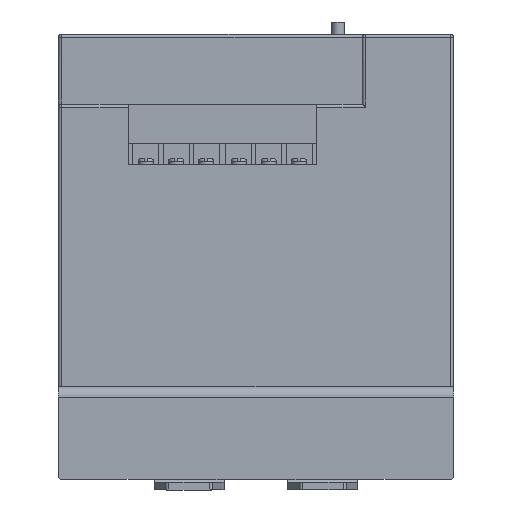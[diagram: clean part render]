
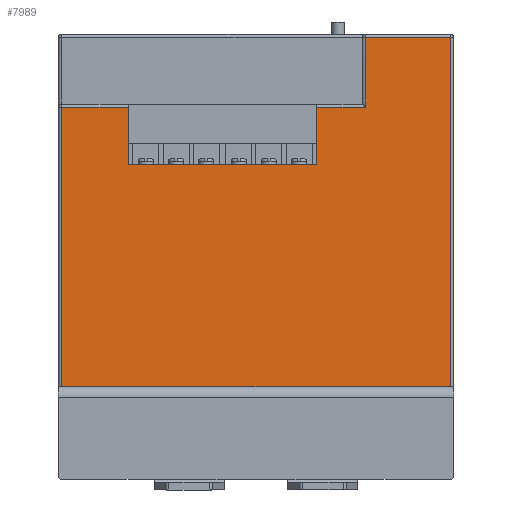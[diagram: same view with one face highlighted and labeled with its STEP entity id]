
A CAD part, front view. The second image highlights one B-rep face of the part: STEP entity #7989.
In plain terms, the highlighted planar face has unit normal (0, -1, 0).
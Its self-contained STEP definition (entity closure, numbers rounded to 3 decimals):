
#23 = CARTESIAN_POINT ( 'NONE',  ( 23., -87.5, 34. ) ) ;
#126 = DIRECTION ( 'NONE',  ( 0., 0., 1. ) ) ;
#234 = CARTESIAN_POINT ( 'NONE',  ( 84.923, -87.5, 23. ) ) ;
#396 = FACE_OUTER_BOUND ( 'NONE', #9198, .T. ) ;
#413 = EDGE_CURVE ( 'NONE', #13241, #8186, #481, .T. ) ;
#481 = LINE ( 'NONE', #12711, #5526 ) ;
#647 = CARTESIAN_POINT ( 'NONE',  ( 101., -87.5, 34. ) ) ;
#844 = EDGE_CURVE ( 'NONE', #13241, #12771, #6581, .T. ) ;
#1124 = EDGE_CURVE ( 'NONE', #8186, #3221, #2197, .T. ) ;
#1269 = CARTESIAN_POINT ( 'NONE',  ( 130., -87.5, 58. ) ) ;
#1331 = DIRECTION ( 'NONE',  ( -1., 0., 0. ) ) ;
#1371 = LINE ( 'NONE', #5605, #7663 ) ;
#1984 = VERTEX_POINT ( 'NONE', #5843 ) ;
#2057 = LINE ( 'NONE', #4067, #9527 ) ;
#2063 = LINE ( 'NONE', #10202, #8843 ) ;
#2132 = EDGE_CURVE ( 'NONE', #5361, #1984, #2063, .T. ) ;
#2197 = LINE ( 'NONE', #7249, #3864 ) ;
#2261 = CARTESIAN_POINT ( 'NONE',  ( 130., -87.5, 34. ) ) ;
#2337 = PLANE ( 'NONE',  #9113 ) ;
#2503 = DIRECTION ( 'NONE',  ( 0., 0., -1. ) ) ;
#2536 = ORIENTED_EDGE ( 'NONE', *, *, #2132, .T. ) ;
#2643 = CARTESIAN_POINT ( 'NONE',  ( 101., -87.5, 58. ) ) ;
#2788 = VERTEX_POINT ( 'NONE', #10852 ) ;
#3077 = VECTOR ( 'NONE', #126, 1000. ) ;
#3148 = CARTESIAN_POINT ( 'NONE',  ( 85., -87.5, 23. ) ) ;
#3221 = VERTEX_POINT ( 'NONE', #5022 ) ;
#3283 = EDGE_CURVE ( 'NONE', #8649, #11599, #5980, .T. ) ;
#3407 = EDGE_CURVE ( 'NONE', #10887, #12822, #4399, .T. ) ;
#3645 = LINE ( 'NONE', #2643, #4056 ) ;
#3759 = CARTESIAN_POINT ( 'NONE',  ( 130., -87.5, 57. ) ) ;
#3864 = VECTOR ( 'NONE', #2503, 1000. ) ;
#3873 = ORIENTED_EDGE ( 'NONE', *, *, #413, .T. ) ;
#4056 = VECTOR ( 'NONE', #9984, 1000. ) ;
#4067 = CARTESIAN_POINT ( 'NONE',  ( 130., -87.5, -58. ) ) ;
#4399 = LINE ( 'NONE', #6571, #5496 ) ;
#4482 = DIRECTION ( 'NONE',  ( 1., 0., 0. ) ) ;
#4545 = DIRECTION ( 'NONE',  ( 0., 0., -1. ) ) ;
#4623 = DIRECTION ( 'NONE',  ( -1., 0., 0. ) ) ;
#5022 = CARTESIAN_POINT ( 'NONE',  ( 1., -87.5, -58. ) ) ;
#5083 = DIRECTION ( 'NONE',  ( 0., 0., 1. ) ) ;
#5209 = ORIENTED_EDGE ( 'NONE', *, *, #7492, .F. ) ;
#5361 = VERTEX_POINT ( 'NONE', #6304 ) ;
#5494 = ORIENTED_EDGE ( 'NONE', *, *, #7796, .F. ) ;
#5496 = VECTOR ( 'NONE', #8527, 1000. ) ;
#5508 = LINE ( 'NONE', #9616, #7945 ) ;
#5526 = VECTOR ( 'NONE', #4623, 1000. ) ;
#5605 = CARTESIAN_POINT ( 'NONE',  ( 84.923, -87.5, 58. ) ) ;
#5843 = CARTESIAN_POINT ( 'NONE',  ( 129., -87.5, 57. ) ) ;
#5980 = LINE ( 'NONE', #2261, #12783 ) ;
#6243 = LINE ( 'NONE', #3148, #3077 ) ;
#6304 = CARTESIAN_POINT ( 'NONE',  ( 129., -87.5, -58. ) ) ;
#6518 = DIRECTION ( 'NONE',  ( 0., 1., 0. ) ) ;
#6571 = CARTESIAN_POINT ( 'NONE',  ( 23., -87.5, 23. ) ) ;
#6581 = LINE ( 'NONE', #9810, #8547 ) ;
#6878 = CARTESIAN_POINT ( 'NONE',  ( 84.923, -87.5, 34. ) ) ;
#7249 = CARTESIAN_POINT ( 'NONE',  ( 1., -87.5, -58. ) ) ;
#7492 = EDGE_CURVE ( 'NONE', #2788, #10887, #6243, .T. ) ;
#7549 = ORIENTED_EDGE ( 'NONE', *, *, #11904, .T. ) ;
#7663 = VECTOR ( 'NONE', #9845, 1000. ) ;
#7780 = ORIENTED_EDGE ( 'NONE', *, *, #1124, .T. ) ;
#7796 = EDGE_CURVE ( 'NONE', #5361, #3221, #2057, .T. ) ;
#7945 = VECTOR ( 'NONE', #4482, 1000. ) ;
#7989 = ADVANCED_FACE ( 'NONE', ( #396 ), #2337, .F. ) ;
#8186 = VERTEX_POINT ( 'NONE', #9947 ) ;
#8527 = DIRECTION ( 'NONE',  ( -1., 0., 0. ) ) ;
#8544 = ORIENTED_EDGE ( 'NONE', *, *, #3283, .T. ) ;
#8547 = VECTOR ( 'NONE', #4545, 1000. ) ;
#8649 = VERTEX_POINT ( 'NONE', #647 ) ;
#8843 = VECTOR ( 'NONE', #5083, 1000. ) ;
#9001 = ORIENTED_EDGE ( 'NONE', *, *, #10195, .T. ) ;
#9094 = LINE ( 'NONE', #3759, #9651 ) ;
#9113 = AXIS2_PLACEMENT_3D ( 'NONE', #1269, #6518, #12561 ) ;
#9198 = EDGE_LOOP ( 'NONE', ( #11330, #3873, #7780, #5494, #2536, #10451, #9001, #8544, #7549, #12734, #5209, #13144 ) ) ;
#9527 = VECTOR ( 'NONE', #10264, 1000. ) ;
#9592 = EDGE_CURVE ( 'NONE', #1984, #10261, #9094, .T. ) ;
#9616 = CARTESIAN_POINT ( 'NONE',  ( 23., -87.5, 15. ) ) ;
#9651 = VECTOR ( 'NONE', #13046, 1000. ) ;
#9711 = CARTESIAN_POINT ( 'NONE',  ( 101., -87.5, 57. ) ) ;
#9810 = CARTESIAN_POINT ( 'NONE',  ( 23., -87.5, 23. ) ) ;
#9845 = DIRECTION ( 'NONE',  ( 0., 0., -1. ) ) ;
#9947 = CARTESIAN_POINT ( 'NONE',  ( 1., -87.5, 34. ) ) ;
#9984 = DIRECTION ( 'NONE',  ( 0., 0., -1. ) ) ;
#10195 = EDGE_CURVE ( 'NONE', #10261, #8649, #3645, .T. ) ;
#10202 = CARTESIAN_POINT ( 'NONE',  ( 129., -87.5, 58. ) ) ;
#10261 = VERTEX_POINT ( 'NONE', #9711 ) ;
#10264 = DIRECTION ( 'NONE',  ( -1., 0., 0. ) ) ;
#10451 = ORIENTED_EDGE ( 'NONE', *, *, #9592, .T. ) ;
#10852 = CARTESIAN_POINT ( 'NONE',  ( 85., -87.5, 15. ) ) ;
#10887 = VERTEX_POINT ( 'NONE', #12901 ) ;
#11009 = EDGE_CURVE ( 'NONE', #12771, #2788, #5508, .T. ) ;
#11330 = ORIENTED_EDGE ( 'NONE', *, *, #844, .F. ) ;
#11596 = CARTESIAN_POINT ( 'NONE',  ( 23., -87.5, 15. ) ) ;
#11599 = VERTEX_POINT ( 'NONE', #6878 ) ;
#11904 = EDGE_CURVE ( 'NONE', #11599, #12822, #1371, .T. ) ;
#12561 = DIRECTION ( 'NONE',  ( 0., 0., 1. ) ) ;
#12711 = CARTESIAN_POINT ( 'NONE',  ( 130., -87.5, 34. ) ) ;
#12734 = ORIENTED_EDGE ( 'NONE', *, *, #3407, .F. ) ;
#12771 = VERTEX_POINT ( 'NONE', #11596 ) ;
#12783 = VECTOR ( 'NONE', #1331, 1000. ) ;
#12822 = VERTEX_POINT ( 'NONE', #234 ) ;
#12901 = CARTESIAN_POINT ( 'NONE',  ( 85., -87.5, 23. ) ) ;
#13046 = DIRECTION ( 'NONE',  ( -1., 0., 0. ) ) ;
#13144 = ORIENTED_EDGE ( 'NONE', *, *, #11009, .F. ) ;
#13241 = VERTEX_POINT ( 'NONE', #23 ) ;
